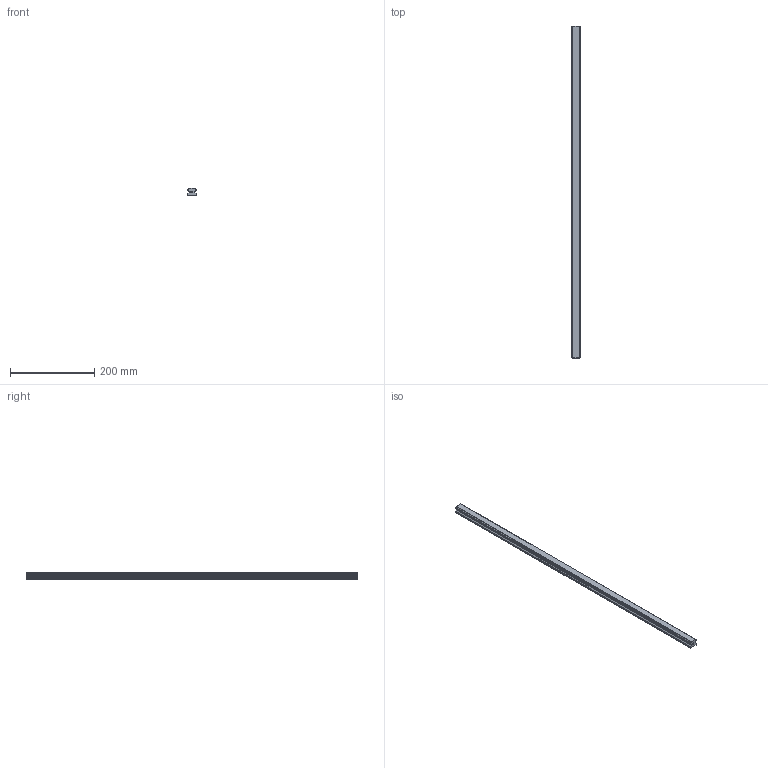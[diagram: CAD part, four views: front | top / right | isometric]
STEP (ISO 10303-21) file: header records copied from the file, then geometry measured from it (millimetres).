
FILE_DESCRIPTION(('STEP AP214'),'1');
FILE_NAME('cctmp_6C573B15-7FA1-4F83-B386-B50390A4E4FA_2021_01_22_13_57_18_0781..stp','2021-01-22T12:57:18',('HIWIN GmbH'),('CADClick - www.CADClick.com'),'Spatial InterOp 3D',' ','unknown authorization');
FILE_SCHEMA(('AUTOMOTIVE_DESIGN'));
Length unit declared in the file: millimetre
Products named in the file (1): HGR20T790C_FILE
Bounding box: 20 x 790 x 17.5 mm (x, y, z)
Volume: 233365.5 mm3; surface area: 63373.8 mm2
Topology: 1 solids, 1 shells, 159 faces, 433 edges, 267 vertices
Faces by surface type: plane 85, cylinder 48, cone 26
Entity records: 6089 total; most frequent: CARTESIAN_POINT 834, DIRECTION 823, ORIENTED_EDGE 814, EDGE_CURVE 407, LINE 311, VECTOR 311, VERTEX_POINT 267, AXIS2_PLACEMENT_3D 256
